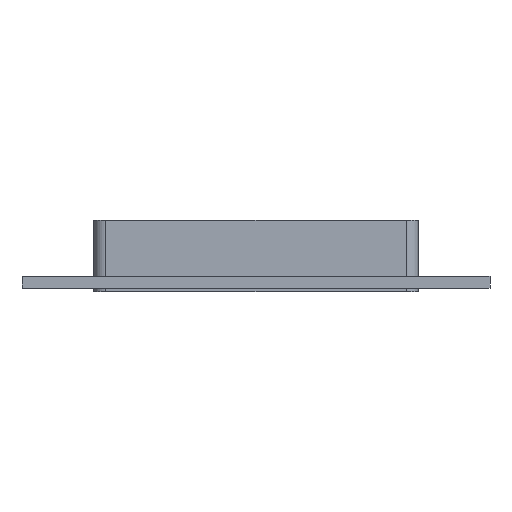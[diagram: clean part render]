
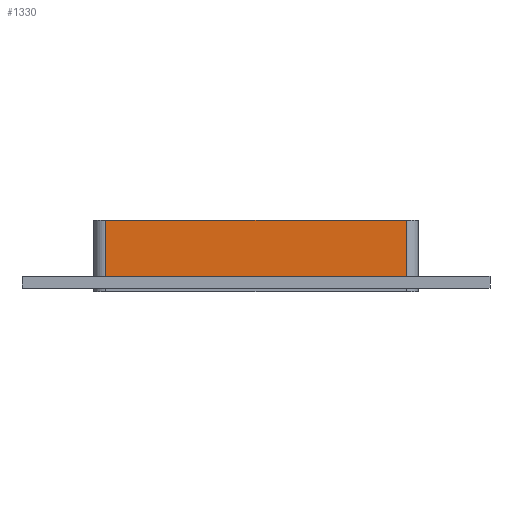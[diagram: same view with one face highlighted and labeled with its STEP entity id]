
A CAD part, front view. The second image highlights one B-rep face of the part: STEP entity #1330.
In plain terms, the highlighted planar face has unit normal (0, -1, 0).
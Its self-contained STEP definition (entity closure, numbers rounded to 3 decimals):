
#718=CARTESIAN_POINT('',(125.5,-238.,-17.0));
#719=VERTEX_POINT('',#718);
#727=CARTESIAN_POINT('',(-125.5,-238.,-17.0));
#728=VERTEX_POINT('',#727);
#729=CARTESIAN_POINT('',(-125.5,-238.,-17.));
#730=DIRECTION('',(1.0,0.0,0.0));
#731=VECTOR('',#730,251.);
#732=LINE('',#729,#731);
#733=EDGE_CURVE('',#728,#719,#732,.T.);
#946=CARTESIAN_POINT('',(125.5,-238.,30.0));
#947=VERTEX_POINT('',#946);
#955=CARTESIAN_POINT('',(125.5,-238.,30.0));
#956=DIRECTION('',(0.0,0.0,-1.0));
#957=VECTOR('',#956,47.0);
#958=LINE('',#955,#957);
#959=EDGE_CURVE('',#947,#719,#958,.T.);
#1307=CARTESIAN_POINT('',(-135.5,-238.,0.0));
#1308=DIRECTION('',(0.0,-1.0,0.0));
#1309=DIRECTION('',(1.0,0.0,0.0));
#1310=AXIS2_PLACEMENT_3D('',#1307,#1308,#1309);
#1311=PLANE('',#1310);
#1312=ORIENTED_EDGE('',*,*,#733,.T.);
#1313=ORIENTED_EDGE('',*,*,#959,.F.);
#1314=CARTESIAN_POINT('',(-125.5,-238.,30.0));
#1315=VERTEX_POINT('',#1314);
#1316=CARTESIAN_POINT('',(-125.5,-238.,30.0));
#1317=DIRECTION('',(1.0,0.0,0.0));
#1318=VECTOR('',#1317,251.0);
#1319=LINE('',#1316,#1318);
#1320=EDGE_CURVE('',#1315,#947,#1319,.T.);
#1321=ORIENTED_EDGE('',*,*,#1320,.F.);
#1322=CARTESIAN_POINT('',(-125.5,-238.,-17.0));
#1323=DIRECTION('',(0.0,0.0,1.0));
#1324=VECTOR('',#1323,47.0);
#1325=LINE('',#1322,#1324);
#1326=EDGE_CURVE('',#728,#1315,#1325,.T.);
#1327=ORIENTED_EDGE('',*,*,#1326,.F.);
#1328=EDGE_LOOP('',(#1312,#1313,#1321,#1327));
#1329=FACE_OUTER_BOUND('',#1328,.T.);
#1330=ADVANCED_FACE('',(#1329),#1311,.T.);
